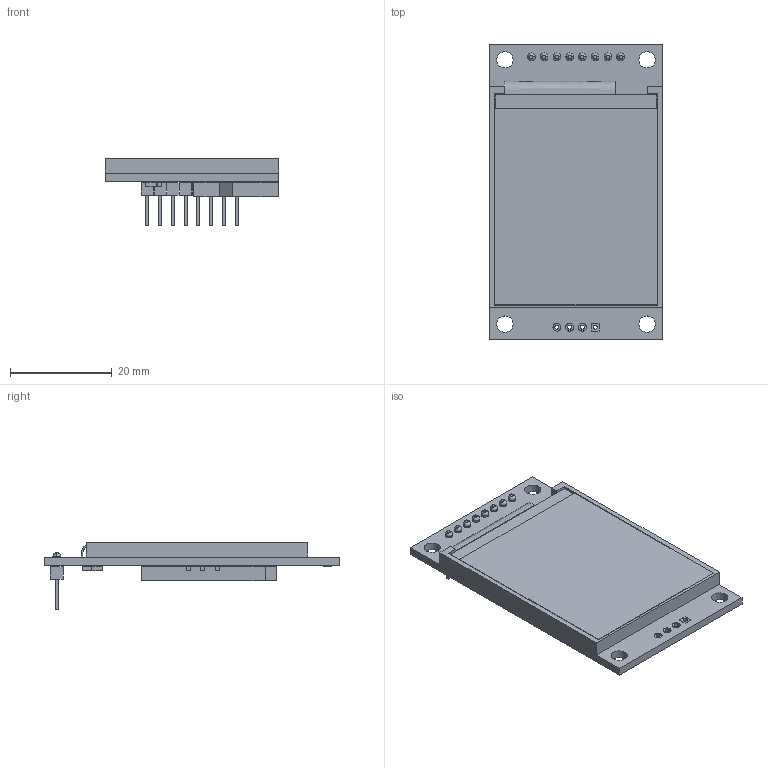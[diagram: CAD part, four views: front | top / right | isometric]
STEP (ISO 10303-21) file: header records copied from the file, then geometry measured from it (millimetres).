
FILE_DESCRIPTION(('3DEXPERIENCE STEP','CAx-IF Rec.Pracs.--- Model Styling and Organization---1.5--- 2016-08-15','CAx-IF Rec.Pracs.---Supplemental Geometry---1.0---2011-11-01','CAx-IF Rec.Pracs.--- Composite Materials ---3.4---2017-06-13','CAx-IF Rec.Pracs.---Tessellated 3D Geometry---1.0---2015-12-17'),'2;1');
FILE_NAME('Display LCD 15143 A.1.stp','2023-10-20T14:44:33+00:00',('none'),('none'),'3DEXPERIENCE Platform3DEXPERIENCE R2023x HotFix 4.17','3DEXPERIENCE Platform STEP AP242 v2','none');
FILE_SCHEMA(('AP242_MANAGED_MODEL_BASED_3D_ENGINEERING_MIM_LF {1 0 10303 442 1 1 4}'));
Length unit declared in the file: millimetre
Products named in the file (1): 3D Shape00007559
Bounding box: 34.1 x 58.1 x 13.2 mm (x, y, z)
Volume: 8588.9 mm3; surface area: 10250.1 mm2
Topology: 11 solids, 11 shells, 400 faces, 1010 edges, 672 vertices
Faces by surface type: plane 290, cylinder 92, revolution 16, extrusion 2
Entity records: 11055 total; most frequent: CARTESIAN_POINT 2275, ORIENTED_EDGE 2020, DIRECTION 1224, EDGE_CURVE 1010, VECTOR 756, LINE 754, VERTEX_POINT 672, EDGE_LOOP 456
